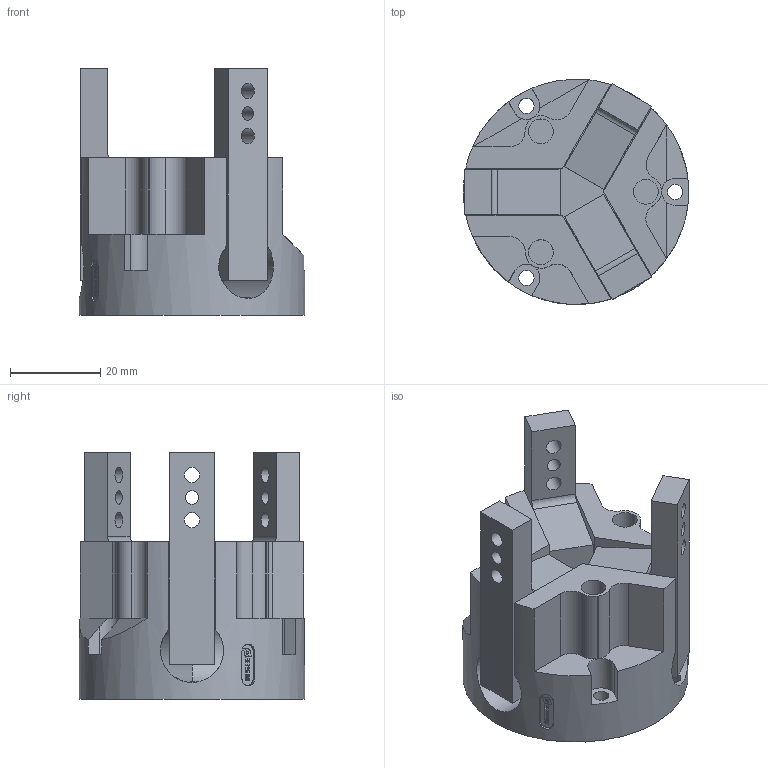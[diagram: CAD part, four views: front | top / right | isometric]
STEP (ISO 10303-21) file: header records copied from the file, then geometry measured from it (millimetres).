
FILE_DESCRIPTION( ( 'STEP AP214' ), '1' );
FILE_NAME( 'SCHUNK-0305205 SGW 50, 010.stp', '2020-05-13T13:11:20', ( 'License CC BY-ND 4.0' ), ( 'CADENAS' ), ' ', 'PARTsolutions', ' ' );
FILE_SCHEMA( ( 'AUTOMOTIVE_DESIGN { 1 0 10303 214 1 1 1 1 }' ) );
Length unit declared in the file: millimetre
Products named in the file (4): SCHUNK-0305205 SGW 50, 010; _SCHUNK-0305205 Gehaeuse SGW 50; _SCHUNK-9646101 Finger SGB 40; _SCHUNK-9941369 Typenschild 3x9x0.3
Assembly tree (5 placements, depth 2):
  SCHUNK-0305205 SGW 50, 010
    _SCHUNK-0305205 Gehaeuse SGW 50
    _SCHUNK-9646101 Finger SGB 40  x3
    _SCHUNK-9941369 Typenschild 3x9x0.3
Bounding box: 50 x 50 x 54.8 mm (x, y, z)
Volume: 47530.1 mm3; surface area: 21534.5 mm2
Topology: 5 solids, 5 shells, 227 faces, 623 edges, 418 vertices
Faces by surface type: plane 156, cylinder 71
Full cylindrical faces by diameter (mm): 0.48 x1, 1 x1, 2.459 x1, 3 x5, 3.242 x1, 3.4 x9, 4 x3, 4.1 x2, 5.5 x3, 6 x1, 9 x1, 14 x3, 50 x1
Entity records: 8105 total; most frequent: CARTESIAN_POINT 1522, DIRECTION 1021, ORIENTED_EDGE 996, EDGE_CURVE 498, VERTEX_POINT 345, LINE 345, VECTOR 345, AXIS2_PLACEMENT_3D 338
